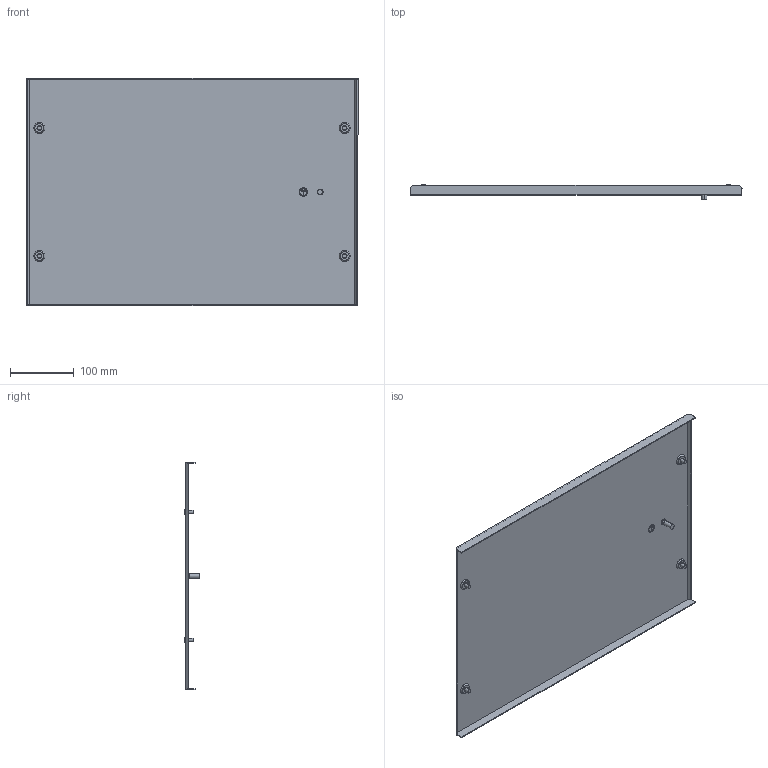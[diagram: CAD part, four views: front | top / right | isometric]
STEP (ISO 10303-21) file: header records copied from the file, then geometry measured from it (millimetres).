
FILE_DESCRIPTION (( 'STEP AP214' ), '1' );
FILE_NAME ('0395-6000-40-07.step', '2022-07-08T06:24:31', ( '' ), ( '' ), 'SwSTEP 2.0', 'SolidWorks 2019', '' );
FILE_SCHEMA (( 'AUTOMOTIVE_DESIGN' ));
Length unit declared in the file: millimetre
Products named in the file (1): 0395-6000-40-07
Bounding box: 518.8 x 22.5 x 355 mm (x, y, z)
Volume: 302408.8 mm3; surface area: 404000.3 mm2
Topology: 5 solids, 5 shells, 137 faces, 298 edges, 196 vertices
Faces by surface type: plane 69, cylinder 36, cone 24, bspline 8
Entity records: 4989 total; most frequent: CARTESIAN_POINT 896, DIRECTION 654, ORIENTED_EDGE 596, EDGE_CURVE 298, AXIS2_PLACEMENT_3D 242, VERTEX_POINT 196, VECTOR 170, LINE 170
